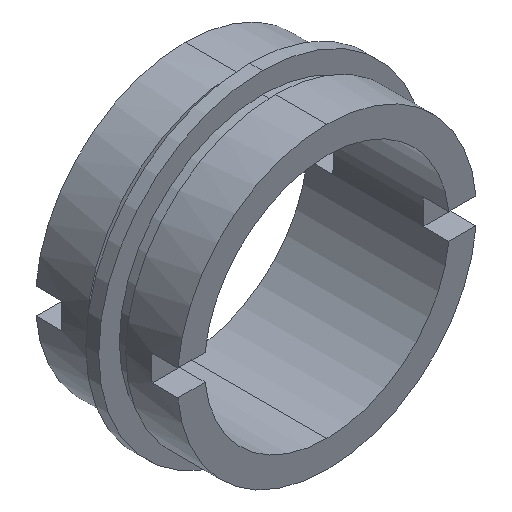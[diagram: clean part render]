
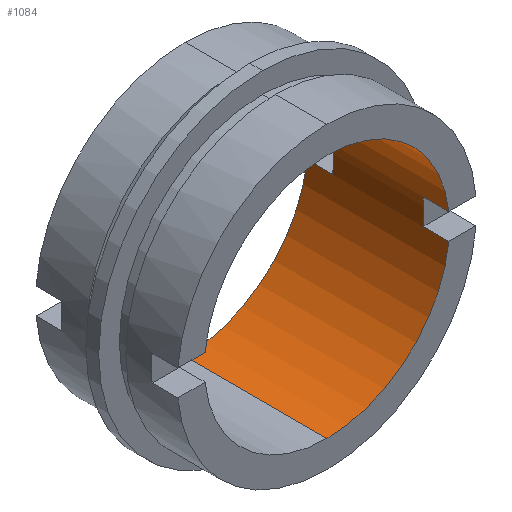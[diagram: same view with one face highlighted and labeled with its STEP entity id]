
A CAD part, isometric view. The second image highlights one B-rep face of the part: STEP entity #1084.
In plain terms, the highlighted cylindrical face has radius 9.5 mm (diameter 19 mm), a partial arc.
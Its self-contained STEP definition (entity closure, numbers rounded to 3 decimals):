
#31 = EDGE_CURVE ( 'NONE', #951, #895, #417, .T. ) ;
#42 = VECTOR ( 'NONE', #497, 1000. ) ;
#66 = VERTEX_POINT ( 'NONE', #755 ) ;
#82 = ORIENTED_EDGE ( 'NONE', *, *, #187, .T. ) ;
#98 = AXIS2_PLACEMENT_3D ( 'NONE', #392, #919, #839 ) ;
#101 = DIRECTION ( 'NONE',  ( 0., 1., 0. ) ) ;
#105 = VERTEX_POINT ( 'NONE', #525 ) ;
#115 = VERTEX_POINT ( 'NONE', #1135 ) ;
#125 = CIRCLE ( 'NONE', #98, 9.5 ) ;
#146 = VERTEX_POINT ( 'NONE', #275 ) ;
#152 = DIRECTION ( 'NONE',  ( 0., 0., 1. ) ) ;
#155 = VECTOR ( 'NONE', #871, 1000. ) ;
#170 = VECTOR ( 'NONE', #1129, 1000. ) ;
#178 = VERTEX_POINT ( 'NONE', #680 ) ;
#183 = VECTOR ( 'NONE', #819, 1000. ) ;
#187 = EDGE_CURVE ( 'NONE', #295, #895, #792, .T. ) ;
#188 = CARTESIAN_POINT ( 'NONE',  ( 9.447, 2., 1. ) ) ;
#208 = EDGE_CURVE ( 'NONE', #146, #490, #926, .T. ) ;
#234 = DIRECTION ( 'NONE',  ( 0., -1., 0. ) ) ;
#242 = CARTESIAN_POINT ( 'NONE',  ( 0., 0., 0. ) ) ;
#247 = CARTESIAN_POINT ( 'NONE',  ( 0., 22.677, -9.5 ) ) ;
#248 = ORIENTED_EDGE ( 'NONE', *, *, #715, .F. ) ;
#264 = CARTESIAN_POINT ( 'NONE',  ( 9.447, 2., -1. ) ) ;
#272 = ORIENTED_EDGE ( 'NONE', *, *, #986, .F. ) ;
#275 = CARTESIAN_POINT ( 'NONE',  ( 9.447, 0., 1. ) ) ;
#280 = CARTESIAN_POINT ( 'NONE',  ( 9.447, 22.677, 1. ) ) ;
#295 = VERTEX_POINT ( 'NONE', #1099 ) ;
#301 = AXIS2_PLACEMENT_3D ( 'NONE', #987, #365, #899 ) ;
#311 = EDGE_LOOP ( 'NONE', ( #390, #248, #649, #764, #517, #376, #646, #1133, #809, #780, #272, #82 ) ) ;
#318 = CARTESIAN_POINT ( 'NONE',  ( 0., 22.677, 0. ) ) ;
#321 = FACE_OUTER_BOUND ( 'NONE', #311, .T. ) ;
#365 = DIRECTION ( 'NONE',  ( 0., 1., 0. ) ) ;
#370 = DIRECTION ( 'NONE',  ( 0., 1., 0. ) ) ;
#376 = ORIENTED_EDGE ( 'NONE', *, *, #505, .F. ) ;
#390 = ORIENTED_EDGE ( 'NONE', *, *, #31, .F. ) ;
#392 = CARTESIAN_POINT ( 'NONE',  ( 0., 2., 0. ) ) ;
#399 = VECTOR ( 'NONE', #413, 1000. ) ;
#408 = DIRECTION ( 'NONE',  ( 0., 0., 1. ) ) ;
#413 = DIRECTION ( 'NONE',  ( 0., -1., 0. ) ) ;
#414 = AXIS2_PLACEMENT_3D ( 'NONE', #724, #101, #632 ) ;
#417 = LINE ( 'NONE', #247, #155 ) ;
#418 = CIRCLE ( 'NONE', #414, 9.5 ) ;
#427 = CARTESIAN_POINT ( 'NONE',  ( 0., 11., -9.5 ) ) ;
#468 = EDGE_CURVE ( 'NONE', #178, #784, #476, .T. ) ;
#476 = LINE ( 'NONE', #998, #914 ) ;
#482 = AXIS2_PLACEMENT_3D ( 'NONE', #501, #1031, #408 ) ;
#490 = VERTEX_POINT ( 'NONE', #188 ) ;
#497 = DIRECTION ( 'NONE',  ( 0., 1., 0. ) ) ;
#501 = CARTESIAN_POINT ( 'NONE',  ( 0., 11., 0. ) ) ;
#505 = EDGE_CURVE ( 'NONE', #178, #146, #659, .T. ) ;
#511 = VERTEX_POINT ( 'NONE', #901 ) ;
#514 = CARTESIAN_POINT ( 'NONE',  ( 9.447, 22.677, -1. ) ) ;
#516 = EDGE_CURVE ( 'NONE', #66, #105, #1124, .T. ) ;
#517 = ORIENTED_EDGE ( 'NONE', *, *, #208, .F. ) ;
#525 = CARTESIAN_POINT ( 'NONE',  ( 9.447, 11., 1. ) ) ;
#548 = EDGE_CURVE ( 'NONE', #784, #105, #418, .T. ) ;
#632 = DIRECTION ( 'NONE',  ( 0., 0., 1. ) ) ;
#637 = VERTEX_POINT ( 'NONE', #264 ) ;
#646 = ORIENTED_EDGE ( 'NONE', *, *, #468, .T. ) ;
#649 = ORIENTED_EDGE ( 'NONE', *, *, #942, .F. ) ;
#659 = CIRCLE ( 'NONE', #301, 9.5 ) ;
#680 = CARTESIAN_POINT ( 'NONE',  ( 0., 0., 9.5 ) ) ;
#715 = EDGE_CURVE ( 'NONE', #511, #951, #1032, .T. ) ;
#724 = CARTESIAN_POINT ( 'NONE',  ( 0., 11., 0. ) ) ;
#755 = CARTESIAN_POINT ( 'NONE',  ( 9.447, 9., 1. ) ) ;
#757 = EDGE_CURVE ( 'NONE', #115, #66, #779, .T. ) ;
#760 = AXIS2_PLACEMENT_3D ( 'NONE', #242, #788, #152 ) ;
#764 = ORIENTED_EDGE ( 'NONE', *, *, #1120, .F. ) ;
#774 = DIRECTION ( 'NONE',  ( 0., 0., -1. ) ) ;
#779 = CIRCLE ( 'NONE', #992, 9.5 ) ;
#780 = ORIENTED_EDGE ( 'NONE', *, *, #757, .F. ) ;
#784 = VERTEX_POINT ( 'NONE', #1028 ) ;
#788 = DIRECTION ( 'NONE',  ( 0., 1., 0. ) ) ;
#792 = CIRCLE ( 'NONE', #482, 9.5 ) ;
#809 = ORIENTED_EDGE ( 'NONE', *, *, #516, .F. ) ;
#819 = DIRECTION ( 'NONE',  ( 0., 1., 0. ) ) ;
#839 = DIRECTION ( 'NONE',  ( 0., 0., 1. ) ) ;
#848 = CARTESIAN_POINT ( 'NONE',  ( 0., 0., -9.5 ) ) ;
#856 = DIRECTION ( 'NONE',  ( 0., 1., 0. ) ) ;
#859 = CARTESIAN_POINT ( 'NONE',  ( 0., 9., 0. ) ) ;
#871 = DIRECTION ( 'NONE',  ( 0., 1., 0. ) ) ;
#876 = LINE ( 'NONE', #904, #170 ) ;
#888 = AXIS2_PLACEMENT_3D ( 'NONE', #318, #856, #1101 ) ;
#891 = CYLINDRICAL_SURFACE ( 'NONE', #888, 9.5 ) ;
#895 = VERTEX_POINT ( 'NONE', #427 ) ;
#899 = DIRECTION ( 'NONE',  ( 0., 0., 1. ) ) ;
#901 = CARTESIAN_POINT ( 'NONE',  ( 9.447, 0., -1. ) ) ;
#904 = CARTESIAN_POINT ( 'NONE',  ( 9.447, 22.677, -1. ) ) ;
#914 = VECTOR ( 'NONE', #370, 1000. ) ;
#919 = DIRECTION ( 'NONE',  ( 0., 1., 0. ) ) ;
#926 = LINE ( 'NONE', #1110, #42 ) ;
#942 = EDGE_CURVE ( 'NONE', #637, #511, #876, .T. ) ;
#951 = VERTEX_POINT ( 'NONE', #848 ) ;
#986 = EDGE_CURVE ( 'NONE', #295, #115, #1105, .T. ) ;
#987 = CARTESIAN_POINT ( 'NONE',  ( 0., 0., 0. ) ) ;
#992 = AXIS2_PLACEMENT_3D ( 'NONE', #859, #234, #774 ) ;
#998 = CARTESIAN_POINT ( 'NONE',  ( 0., 22.677, 9.5 ) ) ;
#1028 = CARTESIAN_POINT ( 'NONE',  ( 0., 11., 9.5 ) ) ;
#1031 = DIRECTION ( 'NONE',  ( 0., 1., 0. ) ) ;
#1032 = CIRCLE ( 'NONE', #760, 9.5 ) ;
#1084 = ADVANCED_FACE ( 'NONE', ( #321 ), #891, .F. ) ;
#1099 = CARTESIAN_POINT ( 'NONE',  ( 9.447, 11., -1. ) ) ;
#1101 = DIRECTION ( 'NONE',  ( 0., 0., 1. ) ) ;
#1105 = LINE ( 'NONE', #514, #399 ) ;
#1110 = CARTESIAN_POINT ( 'NONE',  ( 9.447, 22.677, 1. ) ) ;
#1120 = EDGE_CURVE ( 'NONE', #490, #637, #125, .T. ) ;
#1124 = LINE ( 'NONE', #280, #183 ) ;
#1129 = DIRECTION ( 'NONE',  ( 0., -1., 0. ) ) ;
#1133 = ORIENTED_EDGE ( 'NONE', *, *, #548, .T. ) ;
#1135 = CARTESIAN_POINT ( 'NONE',  ( 9.447, 9., -1. ) ) ;
